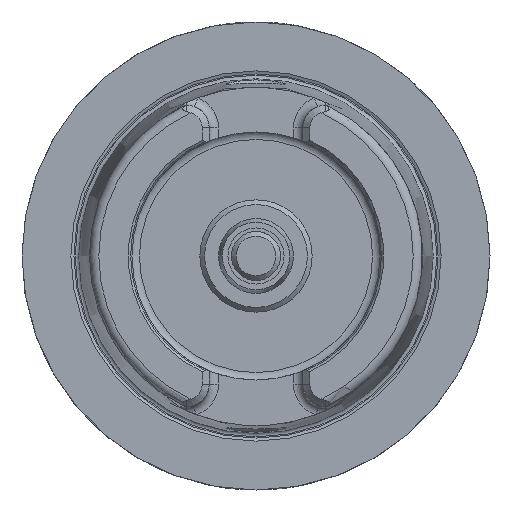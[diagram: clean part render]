
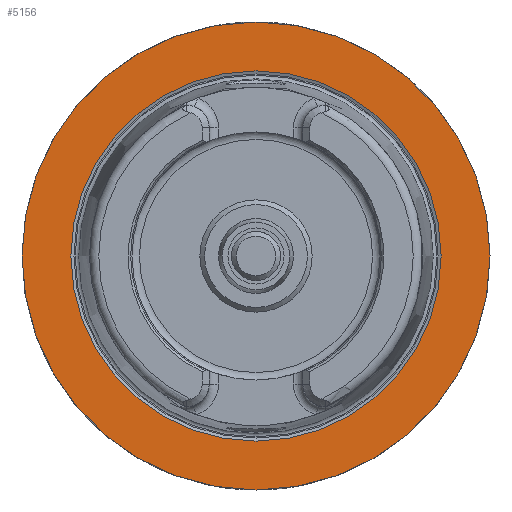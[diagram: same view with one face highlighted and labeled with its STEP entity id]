
A CAD part, left-side view. The second image highlights one B-rep face of the part: STEP entity #5156.
In plain terms, the highlighted planar face has unit normal (-1, 0, 0).
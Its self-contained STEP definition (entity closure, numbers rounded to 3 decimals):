
#4342=CARTESIAN_POINT('',(0.,50.0,0.0));
#4343=VERTEX_POINT('',#4342);
#4344=CARTESIAN_POINT('',(0.,0.,0.0));
#4345=DIRECTION('',(1.0,0.0,0.0));
#4346=DIRECTION('',(0.0,1.0,0.0));
#4347=AXIS2_PLACEMENT_3D('',#4344,#4345,#4346);
#4348=CIRCLE('',#4347,50.0);
#4349=EDGE_CURVE('',#4343,#4343,#4348,.T.);
#5130=CARTESIAN_POINT('',(0.,39.55,0.0));
#5131=VERTEX_POINT('',#5130);
#5132=CARTESIAN_POINT('',(0.,0.,0.0));
#5133=DIRECTION('',(1.0,0.0,0.0));
#5134=DIRECTION('',(0.0,1.0,0.0));
#5135=AXIS2_PLACEMENT_3D('',#5132,#5133,#5134);
#5136=CIRCLE('',#5135,39.55);
#5137=EDGE_CURVE('',#5131,#5131,#5136,.T.);
#5145=CARTESIAN_POINT('',(0.,44.775,0.0));
#5146=DIRECTION('',(-1.0,0.0,0.0));
#5147=DIRECTION('',(0.0,0.0,1.0));
#5148=AXIS2_PLACEMENT_3D('',#5145,#5146,#5147);
#5149=PLANE('',#5148);
#5150=ORIENTED_EDGE('',*,*,#4349,.F.);
#5151=EDGE_LOOP('',(#5150));
#5152=FACE_OUTER_BOUND('',#5151,.T.);
#5153=ORIENTED_EDGE('',*,*,#5137,.T.);
#5154=EDGE_LOOP('',(#5153));
#5155=FACE_BOUND('',#5154,.T.);
#5156=ADVANCED_FACE('',(#5152,#5155),#5149,.T.);
